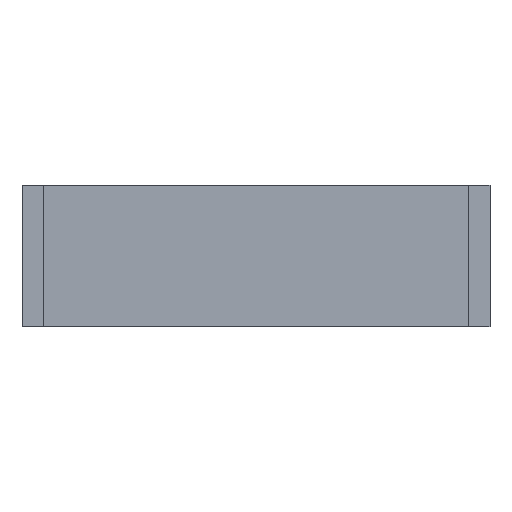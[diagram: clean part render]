
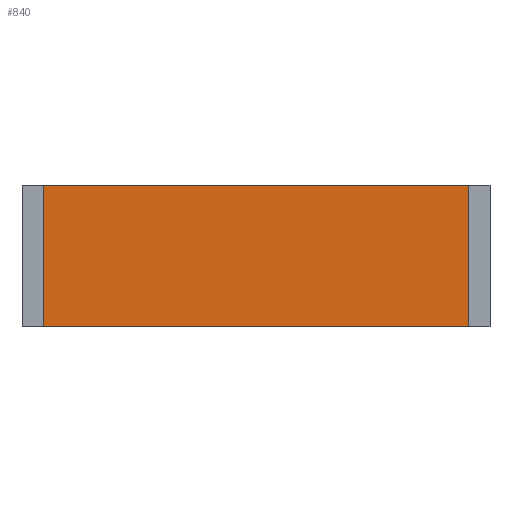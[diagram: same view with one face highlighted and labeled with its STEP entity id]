
A CAD part, front view. The second image highlights one B-rep face of the part: STEP entity #840.
In plain terms, the highlighted planar face has unit normal (0, -1, 0).
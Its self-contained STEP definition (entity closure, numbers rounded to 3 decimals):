
#96 = VERTEX_POINT('',#97);
#97 = CARTESIAN_POINT('',(-30.1,-3.,10.));
#137 = PLANE('',#138);
#138 = AXIS2_PLACEMENT_3D('',#139,#140,#141);
#139 = CARTESIAN_POINT('',(-33.1,3.,10.));
#140 = DIRECTION('',(0.,0.,1.));
#141 = DIRECTION('',(1.,0.,0.));
#267 = EDGE_CURVE('',#96,#268,#270,.T.);
#268 = VERTEX_POINT('',#269);
#269 = CARTESIAN_POINT('',(30.1,-3.,10.));
#270 = SURFACE_CURVE('',#271,(#275,#282),.PCURVE_S1.);
#271 = LINE('',#272,#273);
#272 = CARTESIAN_POINT('',(-33.1,-3.,10.));
#273 = VECTOR('',#274,1.);
#274 = DIRECTION('',(1.,0.,0.));
#275 = PCURVE('',#137,#276);
#276 = DEFINITIONAL_REPRESENTATION('',(#277),#281);
#277 = LINE('',#278,#279);
#278 = CARTESIAN_POINT('',(0.,-6.));
#279 = VECTOR('',#280,1.);
#280 = DIRECTION('',(1.,0.));
#281 = ( GEOMETRIC_REPRESENTATION_CONTEXT(2) 
PARAMETRIC_REPRESENTATION_CONTEXT() REPRESENTATION_CONTEXT('2D SPACE',''
  ) );
#282 = PCURVE('',#283,#288);
#283 = PLANE('',#284);
#284 = AXIS2_PLACEMENT_3D('',#285,#286,#287);
#285 = CARTESIAN_POINT('',(0.,-3.,0.));
#286 = DIRECTION('',(0.,1.,0.));
#287 = DIRECTION('',(0.,0.,1.));
#288 = DEFINITIONAL_REPRESENTATION('',(#289),#293);
#289 = LINE('',#290,#291);
#290 = CARTESIAN_POINT('',(10.,-33.1));
#291 = VECTOR('',#292,1.);
#292 = DIRECTION('',(0.,1.));
#293 = ( GEOMETRIC_REPRESENTATION_CONTEXT(2) 
PARAMETRIC_REPRESENTATION_CONTEXT() REPRESENTATION_CONTEXT('2D SPACE',''
  ) );
#395 = PLANE('',#396);
#396 = AXIS2_PLACEMENT_3D('',#397,#398,#399);
#397 = CARTESIAN_POINT('',(-30.1,45.,10.));
#398 = DIRECTION('',(1.,0.,0.));
#399 = DIRECTION('',(0.,0.,-1.));
#743 = PLANE('',#744);
#744 = AXIS2_PLACEMENT_3D('',#745,#746,#747);
#745 = CARTESIAN_POINT('',(33.1,3.,-10.));
#746 = DIRECTION('',(0.,0.,-1.));
#747 = DIRECTION('',(-1.,0.,0.));
#840 = ADVANCED_FACE('',(#841),#283,.F.);
#841 = FACE_BOUND('',#842,.F.);
#842 = EDGE_LOOP('',(#843,#866,#867,#895));
#843 = ORIENTED_EDGE('',*,*,#844,.F.);
#844 = EDGE_CURVE('',#96,#845,#847,.T.);
#845 = VERTEX_POINT('',#846);
#846 = CARTESIAN_POINT('',(-30.1,-3.,-10.));
#847 = SURFACE_CURVE('',#848,(#852,#859),.PCURVE_S1.);
#848 = LINE('',#849,#850);
#849 = CARTESIAN_POINT('',(-30.1,-3.,5.));
#850 = VECTOR('',#851,1.);
#851 = DIRECTION('',(0.,0.,-1.));
#852 = PCURVE('',#283,#853);
#853 = DEFINITIONAL_REPRESENTATION('',(#854),#858);
#854 = LINE('',#855,#856);
#855 = CARTESIAN_POINT('',(5.,-30.1));
#856 = VECTOR('',#857,1.);
#857 = DIRECTION('',(-1.,0.));
#858 = ( GEOMETRIC_REPRESENTATION_CONTEXT(2) 
PARAMETRIC_REPRESENTATION_CONTEXT() REPRESENTATION_CONTEXT('2D SPACE',''
  ) );
#859 = PCURVE('',#395,#860);
#860 = DEFINITIONAL_REPRESENTATION('',(#861),#865);
#861 = LINE('',#862,#863);
#862 = CARTESIAN_POINT('',(5.,-48.));
#863 = VECTOR('',#864,1.);
#864 = DIRECTION('',(1.,0.));
#865 = ( GEOMETRIC_REPRESENTATION_CONTEXT(2) 
PARAMETRIC_REPRESENTATION_CONTEXT() REPRESENTATION_CONTEXT('2D SPACE',''
  ) );
#866 = ORIENTED_EDGE('',*,*,#267,.T.);
#867 = ORIENTED_EDGE('',*,*,#868,.T.);
#868 = EDGE_CURVE('',#268,#869,#871,.T.);
#869 = VERTEX_POINT('',#870);
#870 = CARTESIAN_POINT('',(30.1,-3.,-10.));
#871 = SURFACE_CURVE('',#872,(#876,#883),.PCURVE_S1.);
#872 = LINE('',#873,#874);
#873 = CARTESIAN_POINT('',(30.1,-3.,5.));
#874 = VECTOR('',#875,1.);
#875 = DIRECTION('',(0.,0.,-1.));
#876 = PCURVE('',#283,#877);
#877 = DEFINITIONAL_REPRESENTATION('',(#878),#882);
#878 = LINE('',#879,#880);
#879 = CARTESIAN_POINT('',(5.,30.1));
#880 = VECTOR('',#881,1.);
#881 = DIRECTION('',(-1.,0.));
#882 = ( GEOMETRIC_REPRESENTATION_CONTEXT(2) 
PARAMETRIC_REPRESENTATION_CONTEXT() REPRESENTATION_CONTEXT('2D SPACE',''
  ) );
#883 = PCURVE('',#884,#889);
#884 = PLANE('',#885);
#885 = AXIS2_PLACEMENT_3D('',#886,#887,#888);
#886 = CARTESIAN_POINT('',(30.1,45.,10.));
#887 = DIRECTION('',(-1.,0.,0.));
#888 = DIRECTION('',(0.,0.,1.));
#889 = DEFINITIONAL_REPRESENTATION('',(#890),#894);
#890 = LINE('',#891,#892);
#891 = CARTESIAN_POINT('',(-5.,-48.));
#892 = VECTOR('',#893,1.);
#893 = DIRECTION('',(-1.,0.));
#894 = ( GEOMETRIC_REPRESENTATION_CONTEXT(2) 
PARAMETRIC_REPRESENTATION_CONTEXT() REPRESENTATION_CONTEXT('2D SPACE',''
  ) );
#895 = ORIENTED_EDGE('',*,*,#896,.T.);
#896 = EDGE_CURVE('',#869,#845,#897,.T.);
#897 = SURFACE_CURVE('',#898,(#902,#909),.PCURVE_S1.);
#898 = LINE('',#899,#900);
#899 = CARTESIAN_POINT('',(33.1,-3.,-10.));
#900 = VECTOR('',#901,1.);
#901 = DIRECTION('',(-1.,0.,0.));
#902 = PCURVE('',#283,#903);
#903 = DEFINITIONAL_REPRESENTATION('',(#904),#908);
#904 = LINE('',#905,#906);
#905 = CARTESIAN_POINT('',(-10.,33.1));
#906 = VECTOR('',#907,1.);
#907 = DIRECTION('',(-0.,-1.));
#908 = ( GEOMETRIC_REPRESENTATION_CONTEXT(2) 
PARAMETRIC_REPRESENTATION_CONTEXT() REPRESENTATION_CONTEXT('2D SPACE',''
  ) );
#909 = PCURVE('',#743,#910);
#910 = DEFINITIONAL_REPRESENTATION('',(#911),#915);
#911 = LINE('',#912,#913);
#912 = CARTESIAN_POINT('',(0.,-6.));
#913 = VECTOR('',#914,1.);
#914 = DIRECTION('',(1.,0.));
#915 = ( GEOMETRIC_REPRESENTATION_CONTEXT(2) 
PARAMETRIC_REPRESENTATION_CONTEXT() REPRESENTATION_CONTEXT('2D SPACE',''
  ) );
